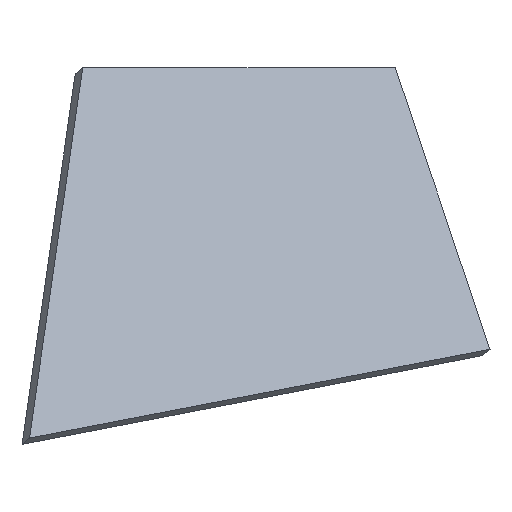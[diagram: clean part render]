
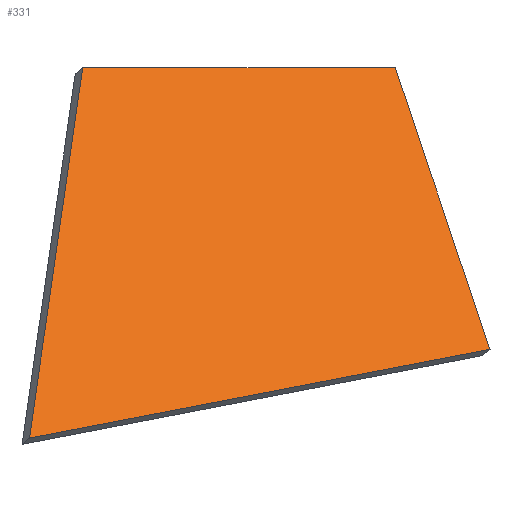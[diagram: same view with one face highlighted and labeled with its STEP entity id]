
A CAD part, front view. The second image highlights one B-rep face of the part: STEP entity #331.
In plain terms, the highlighted planar face has unit normal (0.561, -0.683, 0.468).
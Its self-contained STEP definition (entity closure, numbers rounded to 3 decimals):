
#32 = PLANE('',#33);
#33 = AXIS2_PLACEMENT_3D('',#34,#35,#36);
#34 = CARTESIAN_POINT('',(-977.485,-174.163,-76.844
    ));
#35 = DIRECTION('',(-0.414,0.258,0.873));
#36 = DIRECTION('',(-0.889,0.093,-0.449)
  );
#57 = VERTEX_POINT('',#58);
#58 = CARTESIAN_POINT('',(-920.324,-119.687,-65.835
    ));
#72 = PLANE('',#73);
#73 = AXIS2_PLACEMENT_3D('',#74,#75,#76);
#74 = CARTESIAN_POINT('',(-937.496,-98.769,
    -14.791));
#75 = DIRECTION('',(-0.773,-0.635,0.)
  );
#76 = DIRECTION('',(-0.635,0.773,0.));
#84 = EDGE_CURVE('',#57,#85,#87,.T.);
#85 = VERTEX_POINT('',#86);
#86 = CARTESIAN_POINT('',(-1030.392,-224.585,
    -87.034));
#87 = SURFACE_CURVE('',#88,(#92,#99),.PCURVE_S1.);
#88 = LINE('',#89,#90);
#89 = CARTESIAN_POINT('',(-977.485,-174.163,-76.844
    ));
#90 = VECTOR('',#91,1.);
#91 = DIRECTION('',(-0.717,-0.683,-0.138));
#92 = PCURVE('',#32,#93);
#93 = DEFINITIONAL_REPRESENTATION('',(#94),#98);
#94 = LINE('',#95,#96);
#95 = CARTESIAN_POINT('',(0.,0.));
#96 = VECTOR('',#97,1.);
#97 = DIRECTION('',(0.636,0.772));
#98 = ( GEOMETRIC_REPRESENTATION_CONTEXT(2) 
PARAMETRIC_REPRESENTATION_CONTEXT() REPRESENTATION_CONTEXT('2D SPACE',''
  ) );
#99 = PCURVE('',#100,#105);
#100 = PLANE('',#101);
#101 = AXIS2_PLACEMENT_3D('',#102,#103,#104);
#102 = CARTESIAN_POINT('',(-978.528,-154.211,
    -46.51));
#103 = DIRECTION('',(-0.561,0.683,-0.468));
#104 = DIRECTION('',(0.577,0.728,0.371));
#105 = DEFINITIONAL_REPRESENTATION('',(#106),#110);
#106 = LINE('',#107,#108);
#107 = CARTESIAN_POINT('',(-25.18,26.178));
#108 = VECTOR('',#109,1.);
#109 = DIRECTION('',(-0.962,-0.273));
#110 = ( GEOMETRIC_REPRESENTATION_CONTEXT(2) 
PARAMETRIC_REPRESENTATION_CONTEXT() REPRESENTATION_CONTEXT('2D SPACE',''
  ) );
#126 = PLANE('',#127);
#127 = AXIS2_PLACEMENT_3D('',#128,#129,#130);
#128 = CARTESIAN_POINT('',(-1024.125,-189.564,
    -43.479));
#129 = DIRECTION('',(0.821,0.382,-0.425));
#130 = DIRECTION('',(0.422,-0.907,0.)
  );
#165 = VERTEX_POINT('',#166);
#166 = CARTESIAN_POINT('',(-942.973,-92.098,
    1.487));
#180 = PLANE('',#181);
#181 = AXIS2_PLACEMENT_3D('',#182,#183,#184);
#182 = CARTESIAN_POINT('',(-982.554,-124.592,
    1.487));
#183 = DIRECTION('',(0.297,-0.362,-0.883));
#184 = DIRECTION('',(0.931,-0.097,0.353));
#192 = EDGE_CURVE('',#165,#57,#193,.T.);
#193 = SURFACE_CURVE('',#194,(#198,#205),.PCURVE_S1.);
#194 = LINE('',#195,#196);
#195 = CARTESIAN_POINT('',(-937.496,-98.769,
    -14.791));
#196 = VECTOR('',#197,1.);
#197 = DIRECTION('',(0.297,-0.362,-0.883));
#198 = PCURVE('',#72,#199);
#199 = DEFINITIONAL_REPRESENTATION('',(#200),#204);
#200 = LINE('',#201,#202);
#201 = CARTESIAN_POINT('',(0.,0.));
#202 = VECTOR('',#203,1.);
#203 = DIRECTION('',(-0.468,0.883));
#204 = ( GEOMETRIC_REPRESENTATION_CONTEXT(2) 
PARAMETRIC_REPRESENTATION_CONTEXT() REPRESENTATION_CONTEXT('2D SPACE',''
  ) );
#205 = PCURVE('',#100,#206);
#206 = DEFINITIONAL_REPRESENTATION('',(#207),#211);
#207 = LINE('',#208,#209);
#208 = CARTESIAN_POINT('',(75.786,-4.479));
#209 = VECTOR('',#210,1.);
#210 = DIRECTION('',(-0.42,0.907));
#211 = ( GEOMETRIC_REPRESENTATION_CONTEXT(2) 
PARAMETRIC_REPRESENTATION_CONTEXT() REPRESENTATION_CONTEXT('2D SPACE',''
  ) );
#241 = VERTEX_POINT('',#242);
#242 = CARTESIAN_POINT('',(-1017.656,-153.407,
    1.487));
#263 = EDGE_CURVE('',#241,#165,#264,.T.);
#264 = SURFACE_CURVE('',#265,(#269,#276),.PCURVE_S1.);
#265 = LINE('',#266,#267);
#266 = CARTESIAN_POINT('',(-982.554,-124.592,
    1.487));
#267 = VECTOR('',#268,1.);
#268 = DIRECTION('',(0.773,0.635,0.)
  );
#269 = PCURVE('',#180,#270);
#270 = DEFINITIONAL_REPRESENTATION('',(#271),#275);
#271 = LINE('',#272,#273);
#272 = CARTESIAN_POINT('',(0.,0.));
#273 = VECTOR('',#274,1.);
#274 = DIRECTION('',(0.658,-0.753));
#275 = ( GEOMETRIC_REPRESENTATION_CONTEXT(2) 
PARAMETRIC_REPRESENTATION_CONTEXT() REPRESENTATION_CONTEXT('2D SPACE',''
  ) );
#276 = PCURVE('',#100,#277);
#277 = DEFINITIONAL_REPRESENTATION('',(#278),#282);
#278 = LINE('',#279,#280);
#279 = CARTESIAN_POINT('',(37.053,-42.712));
#280 = VECTOR('',#281,1.);
#281 = DIRECTION('',(0.907,0.42));
#282 = ( GEOMETRIC_REPRESENTATION_CONTEXT(2) 
PARAMETRIC_REPRESENTATION_CONTEXT() REPRESENTATION_CONTEXT('2D SPACE',''
  ) );
#310 = EDGE_CURVE('',#85,#241,#311,.T.);
#311 = SURFACE_CURVE('',#312,(#316,#323),.PCURVE_S1.);
#312 = LINE('',#313,#314);
#313 = CARTESIAN_POINT('',(-1024.125,-189.564,
    -43.479));
#314 = VECTOR('',#315,1.);
#315 = DIRECTION('',(0.111,0.623,0.774));
#316 = PCURVE('',#126,#317);
#317 = DEFINITIONAL_REPRESENTATION('',(#318),#322);
#318 = LINE('',#319,#320);
#319 = CARTESIAN_POINT('',(0.,-0.));
#320 = VECTOR('',#321,1.);
#321 = DIRECTION('',(-0.518,-0.856));
#322 = ( GEOMETRIC_REPRESENTATION_CONTEXT(2) 
PARAMETRIC_REPRESENTATION_CONTEXT() REPRESENTATION_CONTEXT('2D SPACE',''
  ) );
#323 = PCURVE('',#100,#324);
#324 = DEFINITIONAL_REPRESENTATION('',(#325),#329);
#325 = LINE('',#326,#327);
#326 = CARTESIAN_POINT('',(-50.897,-27.341));
#327 = VECTOR('',#328,1.);
#328 = DIRECTION('',(0.805,-0.593));
#329 = ( GEOMETRIC_REPRESENTATION_CONTEXT(2) 
PARAMETRIC_REPRESENTATION_CONTEXT() REPRESENTATION_CONTEXT('2D SPACE',''
  ) );
#331 = ADVANCED_FACE('',(#332),#100,.F.);
#332 = FACE_BOUND('',#333,.T.);
#333 = EDGE_LOOP('',(#334,#335,#336,#337));
#334 = ORIENTED_EDGE('',*,*,#84,.F.);
#335 = ORIENTED_EDGE('',*,*,#192,.F.);
#336 = ORIENTED_EDGE('',*,*,#263,.F.);
#337 = ORIENTED_EDGE('',*,*,#310,.F.);
